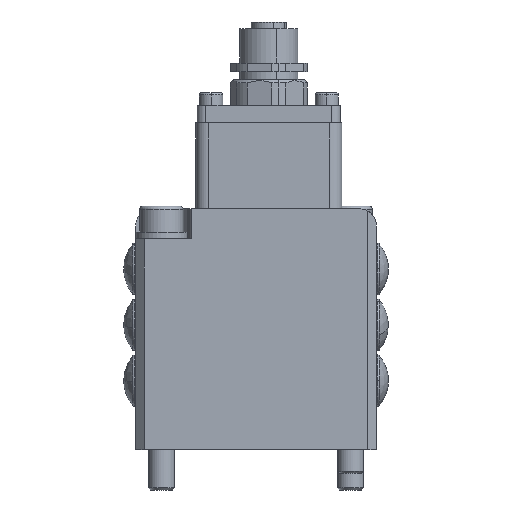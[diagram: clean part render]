
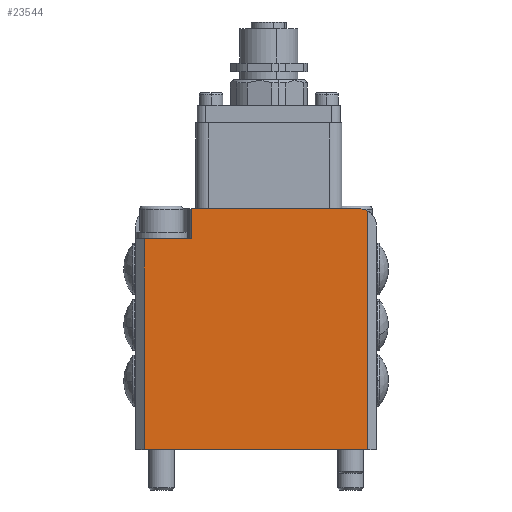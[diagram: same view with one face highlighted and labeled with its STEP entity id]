
A CAD part, front view. The second image highlights one B-rep face of the part: STEP entity #23544.
In plain terms, the highlighted planar face has unit normal (0, -1, 0).
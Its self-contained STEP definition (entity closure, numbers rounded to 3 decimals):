
#360 = VERTEX_POINT ( 'NONE', #6753 ) ;
#574 = CARTESIAN_POINT ( 'NONE',  ( 24., -23., 52. ) ) ;
#1529 = ORIENTED_EDGE ( 'NONE', *, *, #13043, .T. ) ;
#2510 = VERTEX_POINT ( 'NONE', #2705 ) ;
#2705 = CARTESIAN_POINT ( 'NONE',  ( 24., -23., 56. ) ) ;
#2733 = DIRECTION ( 'NONE',  ( 0., 0., 1. ) ) ;
#2817 = DIRECTION ( 'NONE',  ( 0., 0., 1. ) ) ;
#3678 = ORIENTED_EDGE ( 'NONE', *, *, #12383, .T. ) ;
#4197 = AXIS2_PLACEMENT_3D ( 'NONE', #574, #16188, #2817 ) ;
#5017 = VERTEX_POINT ( 'NONE', #5713 ) ;
#5713 = CARTESIAN_POINT ( 'NONE',  ( -15., -23., 56. ) ) ;
#5785 = VERTEX_POINT ( 'NONE', #16368 ) ;
#6753 = CARTESIAN_POINT ( 'NONE',  ( 26., -23., 55.464 ) ) ;
#7368 = DIRECTION ( 'NONE',  ( -1., 0., 0. ) ) ;
#8743 = EDGE_CURVE ( 'NONE', #15849, #26082, #10767, .T. ) ;
#9455 = CARTESIAN_POINT ( 'NONE',  ( -15., -23., 29.151 ) ) ;
#9689 = CARTESIAN_POINT ( 'NONE',  ( -15., -23., 49. ) ) ;
#10767 = LINE ( 'NONE', #11810, #21245 ) ;
#11033 = ORIENTED_EDGE ( 'NONE', *, *, #23021, .T. ) ;
#11317 = CARTESIAN_POINT ( 'NONE',  ( -28., -23., 56. ) ) ;
#11534 = CARTESIAN_POINT ( 'NONE',  ( -28., -23., 0. ) ) ;
#11810 = CARTESIAN_POINT ( 'NONE',  ( -15., -23., 49. ) ) ;
#11826 = CARTESIAN_POINT ( 'NONE',  ( 26., -23., 56. ) ) ;
#12383 = EDGE_CURVE ( 'NONE', #360, #2510, #20606, .T. ) ;
#13043 = EDGE_CURVE ( 'NONE', #26082, #15554, #17080, .T. ) ;
#13222 = VECTOR ( 'NONE', #21044, 1000. ) ;
#13551 = DIRECTION ( 'NONE',  ( 0., 0., 1. ) ) ;
#13784 = DIRECTION ( 'NONE',  ( 1., 0., 0. ) ) ;
#14314 = ORIENTED_EDGE ( 'NONE', *, *, #14701, .T. ) ;
#14700 = LINE ( 'NONE', #11826, #19934 ) ;
#14701 = EDGE_CURVE ( 'NONE', #5785, #360, #14700, .T. ) ;
#15108 = ORIENTED_EDGE ( 'NONE', *, *, #26870, .F. ) ;
#15554 = VERTEX_POINT ( 'NONE', #28322 ) ;
#15849 = VERTEX_POINT ( 'NONE', #9689 ) ;
#16188 = DIRECTION ( 'NONE',  ( 0., -1., 0. ) ) ;
#16368 = CARTESIAN_POINT ( 'NONE',  ( 26., -23., 0. ) ) ;
#16478 = CARTESIAN_POINT ( 'NONE',  ( -26., -23., 49. ) ) ;
#17080 = LINE ( 'NONE', #26175, #28926 ) ;
#17970 = PLANE ( 'NONE',  #19077 ) ;
#18028 = VECTOR ( 'NONE', #2733, 1000. ) ;
#18563 = DIRECTION ( 'NONE',  ( 0., 0., 1. ) ) ;
#18786 = CARTESIAN_POINT ( 'NONE',  ( -28., -23., 56. ) ) ;
#19077 = AXIS2_PLACEMENT_3D ( 'NONE', #11317, #26914, #13551 ) ;
#19796 = EDGE_LOOP ( 'NONE', ( #14314, #3678, #15108, #27810, #22635, #1529, #11033 ) ) ;
#19934 = VECTOR ( 'NONE', #18563, 1000. ) ;
#19983 = FACE_OUTER_BOUND ( 'NONE', #19796, .T. ) ;
#20548 = LINE ( 'NONE', #18786, #13222 ) ;
#20606 = CIRCLE ( 'NONE', #4197, 4. ) ;
#20897 = EDGE_CURVE ( 'NONE', #15849, #5017, #23980, .T. ) ;
#21044 = DIRECTION ( 'NONE',  ( 1., 0., 0. ) ) ;
#21245 = VECTOR ( 'NONE', #7368, 1000. ) ;
#21717 = DIRECTION ( 'NONE',  ( 0., 0., -1. ) ) ;
#22635 = ORIENTED_EDGE ( 'NONE', *, *, #8743, .T. ) ;
#23021 = EDGE_CURVE ( 'NONE', #15554, #5785, #24569, .T. ) ;
#23544 = ADVANCED_FACE ( 'NONE', ( #19983 ), #17970, .F. ) ;
#23980 = LINE ( 'NONE', #9455, #18028 ) ;
#24569 = LINE ( 'NONE', #11534, #25249 ) ;
#25249 = VECTOR ( 'NONE', #13784, 1000. ) ;
#26082 = VERTEX_POINT ( 'NONE', #16478 ) ;
#26175 = CARTESIAN_POINT ( 'NONE',  ( -26., -23., 56. ) ) ;
#26870 = EDGE_CURVE ( 'NONE', #5017, #2510, #20548, .T. ) ;
#26914 = DIRECTION ( 'NONE',  ( 0., 1., 0. ) ) ;
#27810 = ORIENTED_EDGE ( 'NONE', *, *, #20897, .F. ) ;
#28322 = CARTESIAN_POINT ( 'NONE',  ( -26., -23., 0. ) ) ;
#28926 = VECTOR ( 'NONE', #21717, 1000. ) ;
